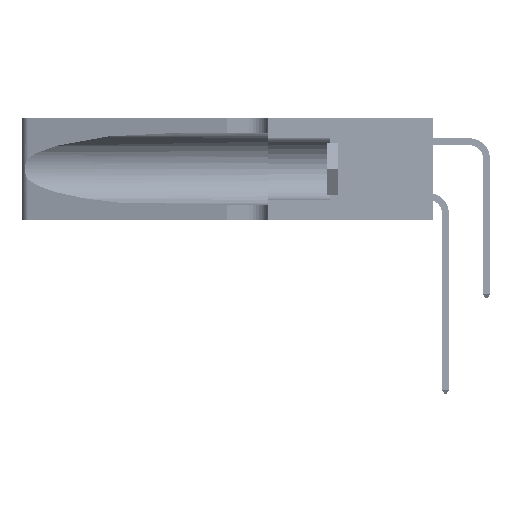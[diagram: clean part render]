
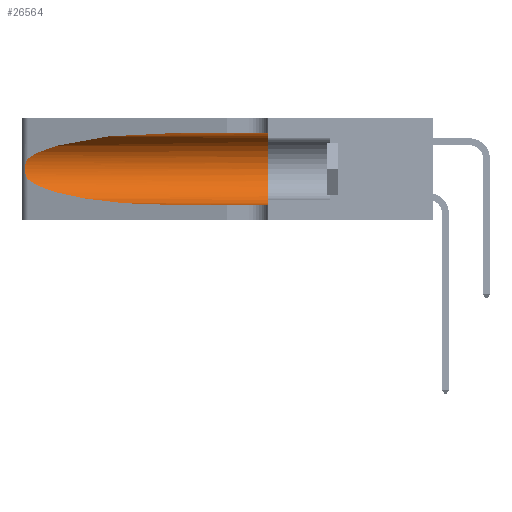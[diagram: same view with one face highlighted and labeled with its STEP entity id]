
A CAD part, left-side view. The second image highlights one B-rep face of the part: STEP entity #26564.
In plain terms, the highlighted cylindrical face has radius 3.308 mm (diameter 6.617 mm), a partial arc.
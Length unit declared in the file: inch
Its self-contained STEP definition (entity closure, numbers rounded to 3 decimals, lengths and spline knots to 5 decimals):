
#736 = VERTEX_POINT ( 'NONE', #40065 ) ;
#831 = CARTESIAN_POINT ( 'NONE',  ( 0.18966, 0.96281, 0.05475 ) ) ;
#996 = CARTESIAN_POINT ( 'NONE',  ( 0.1305, 0.72297, 0.05475 ) ) ;
#1308 = CARTESIAN_POINT ( 'NONE',  ( 0.25856, 1.23593, 0.16098 ) ) ;
#1466 = EDGE_CURVE ( 'NONE', #736, #10610, #19027, .T. ) ;
#3455 = DIRECTION ( 'NONE',  ( 0., 0., -1. ) ) ;
#4540 = CARTESIAN_POINT ( 'NONE',  ( 0.25487, 1.22718, 0.22369 ) ) ;
#5032 = CARTESIAN_POINT ( 'NONE',  ( 0.25789, 1.23486, 0.15765 ) ) ;
#5197 = DIRECTION ( 'NONE',  ( 0., 0., 1. ) ) ;
#8134 = B_SPLINE_CURVE_WITH_KNOTS ( 'NONE', 3,
 ( #4540, #23601, #38502, #30430, #34450, #45538, #27160, #34130, #23442, #1308, #5032, #11992, #8760, #34610 ),
 .UNSPECIFIED., .F., .F.,
 ( 4, 2, 2, 2, 2, 2, 4 ),
 ( 0., 0.00027, 0.00053, 0.00107, 0.0016, 0.00187, 0.00214 ),
 .UNSPECIFIED. ) ;
#8760 = CARTESIAN_POINT ( 'NONE',  ( 0.25555, 1.22993, 0.14849 ) ) ;
#10200 = LINE ( 'NONE', #23034, #35060 ) ;
#10610 = VERTEX_POINT ( 'NONE', #12412 ) ;
#11992 = CARTESIAN_POINT ( 'NONE',  ( 0.25639, 1.23186, 0.15144 ) ) ;
#12412 = CARTESIAN_POINT ( 'NONE',  ( 0.1305, 0.35, 0.31525 ) ) ;
#12643 = EDGE_CURVE ( 'NONE', #21754, #41832, #10200, .T. ) ;
#12984 = CARTESIAN_POINT ( 'NONE',  ( 0.25487, 1.22718, 0.22369 ) ) ;
#13963 = DIRECTION ( 'NONE',  ( 0., -1., 0. ) ) ;
#14210 = ORIENTED_EDGE ( 'NONE', *, *, #15907, .T. ) ;
#15347 = AXIS2_PLACEMENT_3D ( 'NONE', #28818, #13963, #3455 ) ;
#15437 = ORIENTED_EDGE ( 'NONE', *, *, #1466, .F. ) ;
#15558 = CARTESIAN_POINT ( 'NONE',  ( 0.1305, 0.72297, 0.05475 ) ) ;
#15907 = EDGE_CURVE ( 'NONE', #22550, #23002, #8134, .T. ) ;
#16112 = CARTESIAN_POINT ( 'NONE',  ( 0.25487, 1.22718, 0.14631 ) ) ;
#17359 = ORIENTED_EDGE ( 'NONE', *, *, #35213, .T. ) ;
#19027 = LINE ( 'NONE', #38081, #27680 ) ;
#20040 = CARTESIAN_POINT ( 'NONE',  ( 0.25487, 1.22718, 0.22369 ) ) ;
#20060 = CARTESIAN_POINT ( 'NONE',  ( 0.1305, 0.35, 0.185 ) ) ;
#21754 = VERTEX_POINT ( 'NONE', #15558 ) ;
#21936 = FACE_OUTER_BOUND ( 'NONE', #42918, .T. ) ;
#22550 = VERTEX_POINT ( 'NONE', #20040 ) ;
#22966 = CARTESIAN_POINT ( 'NONE',  ( 0.2373, 1.15595, 0.08982 ) ) ;
#23002 = VERTEX_POINT ( 'NONE', #16112 ) ;
#23034 = CARTESIAN_POINT ( 'NONE',  ( 0.1305, 1.61858, 0.05475 ) ) ;
#23442 = CARTESIAN_POINT ( 'NONE',  ( 0.26017, 1.23833, 0.17102 ) ) ;
#23601 = CARTESIAN_POINT ( 'NONE',  ( 0.25555, 1.22994, 0.2215 ) ) ;
#23681 = ORIENTED_EDGE ( 'NONE', *, *, #42231, .F. ) ;
#23757 = DIRECTION ( 'NONE',  ( 0., 1., 0. ) ) ;
#24112 = CARTESIAN_POINT ( 'NONE',  ( 0.1305, 0.72297, 0.31525 ) ) ;
#24676 =( BOUNDED_CURVE ( )  B_SPLINE_CURVE ( 3, ( #24112, #46848, #35127, #12984 ),
 .UNSPECIFIED., .F., .F. ) 
 B_SPLINE_CURVE_WITH_KNOTS ( ( 4, 4 ),
 ( 1.5708, 2.84003 ),
 .UNSPECIFIED. ) 
 CURVE ( )  GEOMETRIC_REPRESENTATION_ITEM ( )  RATIONAL_B_SPLINE_CURVE ( ( 1., 0.87, 0.87, 1. ) ) 
 REPRESENTATION_ITEM ( '' )  );
#24969 = AXIS2_PLACEMENT_3D ( 'NONE', #20060, #23757, #5197 ) ;
#26434 = DIRECTION ( 'NONE',  ( 0., -1., 0. ) ) ;
#26564 = ADVANCED_FACE ( 'NONE', ( #21936 ), #31798, .F. ) ;
#27160 = CARTESIAN_POINT ( 'NONE',  ( 0.26075, 1.23896, 0.19203 ) ) ;
#27680 = VECTOR ( 'NONE', #45297, 39.37008 ) ;
#28818 = CARTESIAN_POINT ( 'NONE',  ( 0.1305, 1.61858, 0.185 ) ) ;
#30430 = CARTESIAN_POINT ( 'NONE',  ( 0.25787, 1.23484, 0.2124 ) ) ;
#31586 = CIRCLE ( 'NONE', #24969, 0.13025 ) ;
#31798 = CYLINDRICAL_SURFACE ( 'NONE', #15347, 0.13025 ) ;
#32389 = CARTESIAN_POINT ( 'NONE',  ( 0.1305, 0.35, 0.05475 ) ) ;
#32951 = ORIENTED_EDGE ( 'NONE', *, *, #39926, .T. ) ;
#34130 = CARTESIAN_POINT ( 'NONE',  ( 0.26075, 1.23896, 0.178 ) ) ;
#34450 = CARTESIAN_POINT ( 'NONE',  ( 0.25854, 1.2359, 0.20912 ) ) ;
#34610 = CARTESIAN_POINT ( 'NONE',  ( 0.25487, 1.22718, 0.14631 ) ) ;
#34641 = ORIENTED_EDGE ( 'NONE', *, *, #12643, .T. ) ;
#34788 =( BOUNDED_CURVE ( )  B_SPLINE_CURVE ( 3, ( #41420, #22966, #831, #996 ),
 .UNSPECIFIED., .F., .F. ) 
 B_SPLINE_CURVE_WITH_KNOTS ( ( 4, 4 ),
 ( 3.44316, 4.71239 ),
 .UNSPECIFIED. ) 
 CURVE ( )  GEOMETRIC_REPRESENTATION_ITEM ( )  RATIONAL_B_SPLINE_CURVE ( ( 1., 0.87, 0.87, 1. ) ) 
 REPRESENTATION_ITEM ( '' )  );
#35060 = VECTOR ( 'NONE', #26434, 39.37008 ) ;
#35127 = CARTESIAN_POINT ( 'NONE',  ( 0.2373, 1.15595, 0.28018 ) ) ;
#35213 = EDGE_CURVE ( 'NONE', #23002, #21754, #34788, .T. ) ;
#38081 = CARTESIAN_POINT ( 'NONE',  ( 0.1305, 1.61858, 0.31525 ) ) ;
#38502 = CARTESIAN_POINT ( 'NONE',  ( 0.25639, 1.23184, 0.21858 ) ) ;
#39926 = EDGE_CURVE ( 'NONE', #736, #22550, #24676, .T. ) ;
#40065 = CARTESIAN_POINT ( 'NONE',  ( 0.1305, 0.72297, 0.31525 ) ) ;
#41420 = CARTESIAN_POINT ( 'NONE',  ( 0.25487, 1.22718, 0.14631 ) ) ;
#41832 = VERTEX_POINT ( 'NONE', #32389 ) ;
#42231 = EDGE_CURVE ( 'NONE', #10610, #41832, #31586, .T. ) ;
#42918 = EDGE_LOOP ( 'NONE', ( #32951, #14210, #17359, #34641, #23681, #15437 ) ) ;
#45297 = DIRECTION ( 'NONE',  ( 0., -1., 0. ) ) ;
#45538 = CARTESIAN_POINT ( 'NONE',  ( 0.26018, 1.23835, 0.19895 ) ) ;
#46848 = CARTESIAN_POINT ( 'NONE',  ( 0.18966, 0.96281, 0.31525 ) ) ;
